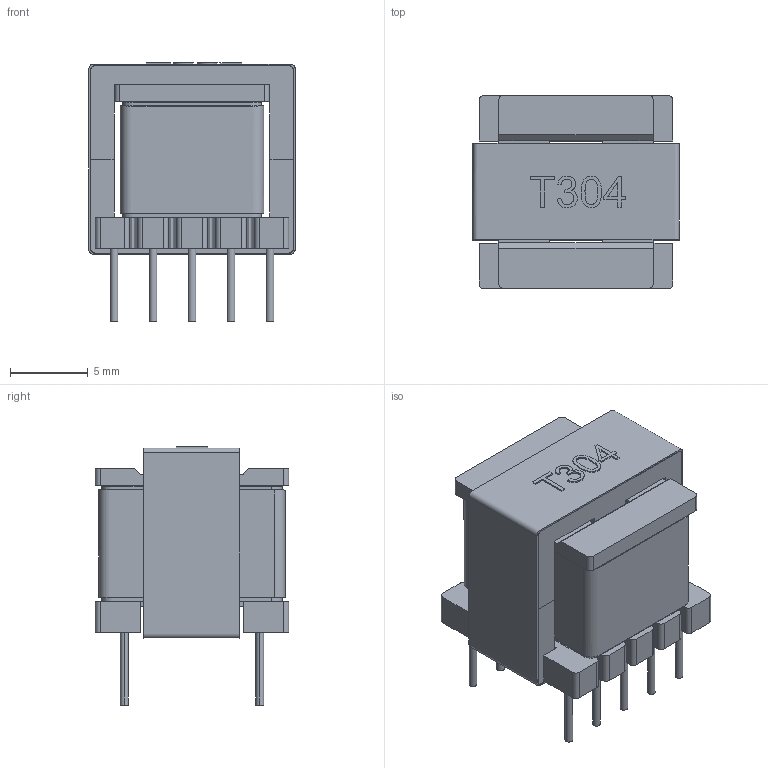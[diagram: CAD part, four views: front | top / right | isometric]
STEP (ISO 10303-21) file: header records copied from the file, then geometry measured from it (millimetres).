
FILE_DESCRIPTION (( 'STEP AP214' ), '1' );
FILE_NAME ('BC6D65D7-0B0B-4C4A-AF74-41B280AE339C.STEP', '2023-05-16T22:38:21', ( '' ), ( '' ), 'SwSTEP 2.0', 'SolidWorks 2022', '' );
FILE_SCHEMA (( 'AUTOMOTIVE_DESIGN' ));
Length unit declared in the file: millimetre
Products named in the file (1): BC6D65D7-0B0B-4C4A-AF74-41B280AE339C
Bounding box: 13.22 x 12.4 x 16.56 mm (x, y, z)
Volume: 1466.2 mm3; surface area: 3761.6 mm2
Topology: 20 solids, 20 shells, 226 faces, 552 edges, 366 vertices
Faces by surface type: plane 151, cylinder 57, bspline 18
Entity records: 9875 total; most frequent: CARTESIAN_POINT 1859, ORIENTED_EDGE 1104, DIRECTION 1048, EDGE_CURVE 552, VECTOR 402, LINE 402, VERTEX_POINT 366, AXIS2_PLACEMENT_3D 323
